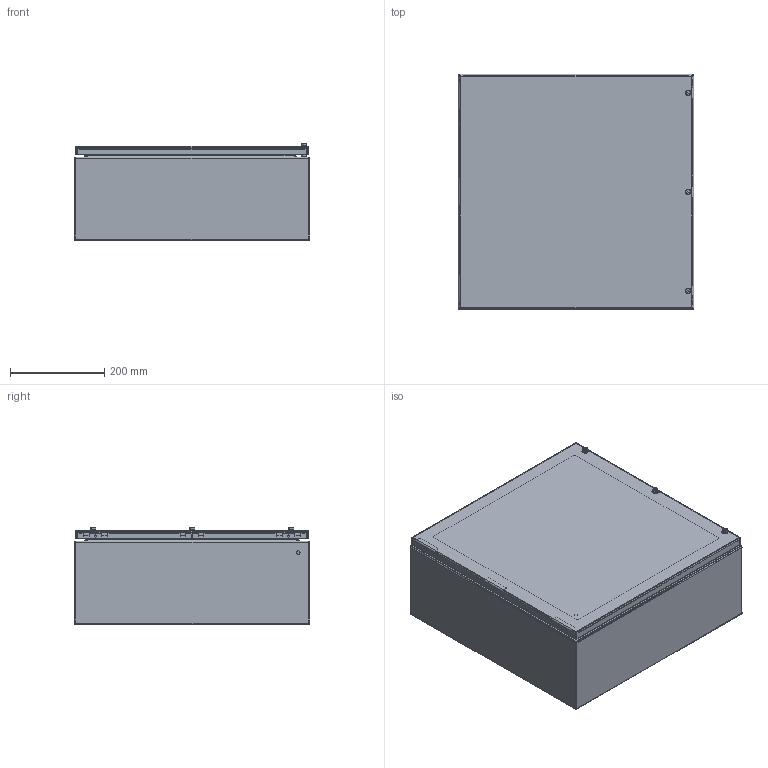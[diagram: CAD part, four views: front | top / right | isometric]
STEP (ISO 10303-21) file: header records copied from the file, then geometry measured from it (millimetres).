
FILE_DESCRIPTION(('CATIA V5 STEP Exchange','CAx-IF Rec.Pracs.--- Model Styling and Organization---1.5--- 2016-08-15','CAx-IF Rec.Pracs.---Supplemental Geometry---1.0---2011-11-01','CAx-IF Rec.Pracs.--- Composite Materials ---1.1---2010-07-15'),'2;1');
FILE_NAME ('2016642-3_0', '2024-11-11T07:55:04+00:00', ('none'), ('Weidmueller'), 'CATIA Version 5-6 Release 2022 SP4 HF5', 'CATIA V5 STEP AP214 v3', 'none');
FILE_SCHEMA(('AUTOMOTIVE_DESIGN { 1 0 10303 214 1 1 1 1 }'));
Length unit declared in the file: millimetre
Products named in the file (1): HS_KEBi_500x500x200_0GP
Bounding box: 500 x 500 x 205.6 mm (x, y, z)
Volume: 1743577 mm3; surface area: 2068754.4 mm2
Topology: 9 solids, 9 shells, 1076 faces, 3060 edges, 2043 vertices
Faces by surface type: cylinder 416, plane 391, cone 127, torus 84, bspline 34, sphere 24
Entity records: 37007 total; most frequent: CARTESIAN_POINT 11360, ORIENTED_EDGE 6024, DIRECTION 3837, EDGE_CURVE 3012, VERTEX_POINT 2043, AXIS2_PLACEMENT_3D 1746, VECTOR 1335, LINE 1335
